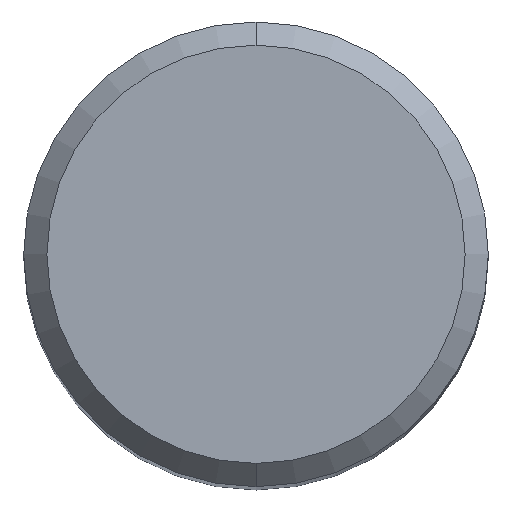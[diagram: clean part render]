
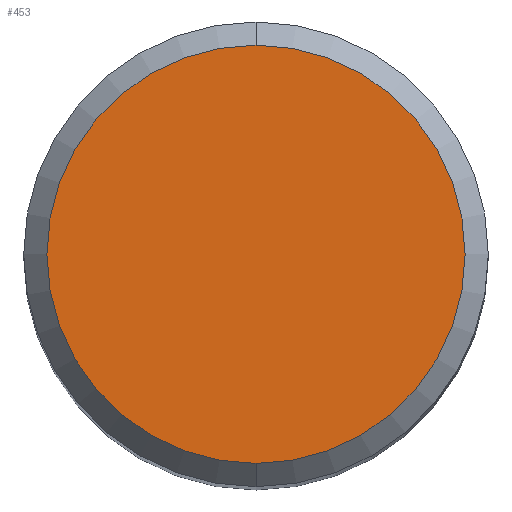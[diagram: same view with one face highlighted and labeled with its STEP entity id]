
A CAD part, top view. The second image highlights one B-rep face of the part: STEP entity #453.
In plain terms, the highlighted planar face has unit normal (0, 0, 1).
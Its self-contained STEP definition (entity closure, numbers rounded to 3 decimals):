
#187=VERTEX_POINT('',#494);
#261=VERTEX_POINT('',#574);
#353=EDGE_CURVE('',#261,#187,#677,.T.);
#417=EDGE_CURVE('',#187,#261,#749,.T.);
#453=ADVANCED_FACE('',(#789),#790,.T.);
#494=CARTESIAN_POINT('',(0.,-5.4,0.0));
#574=CARTESIAN_POINT('',(0.0,5.4,0.0));
#677=CIRCLE('',#1281,5.4);
#749=CIRCLE('',#1400,5.4);
#789=FACE_OUTER_BOUND('',#1449,.T.);
#790=PLANE('',#1450);
#1281=AXIS2_PLACEMENT_3D('',#1729,#1730,#1731);
#1400=AXIS2_PLACEMENT_3D('',#1820,#1821,#1822);
#1449=EDGE_LOOP('',(#1864,#1865));
#1450=AXIS2_PLACEMENT_3D('',#1866,#1867,#1868);
#1729=CARTESIAN_POINT('',(0.0,0.0,0.0));
#1730=DIRECTION('',(0.0,0.0,-1.0));
#1731=DIRECTION('',(0.0,1.0,0.0));
#1820=CARTESIAN_POINT('',(0.0,0.0,0.0));
#1821=DIRECTION('',(0.0,0.0,-1.0));
#1822=DIRECTION('',(0.0,1.0,0.0));
#1864=ORIENTED_EDGE('',*,*,#353,.F.);
#1865=ORIENTED_EDGE('',*,*,#417,.F.);
#1866=CARTESIAN_POINT('',(0.0,2.7,0.0));
#1867=DIRECTION('',(-0.0,0.0,1.0));
#1868=DIRECTION('',(0.0,-1.0,0.0));
